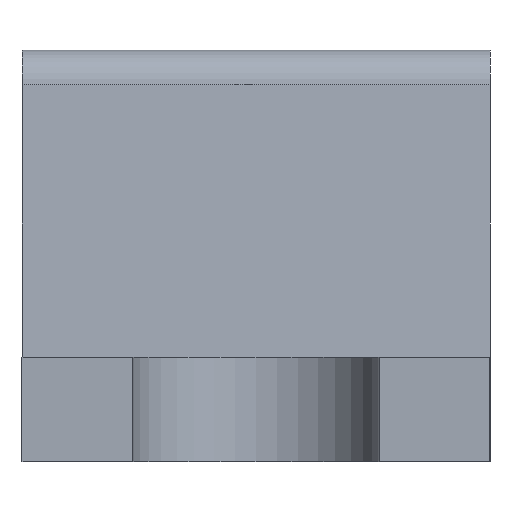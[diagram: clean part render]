
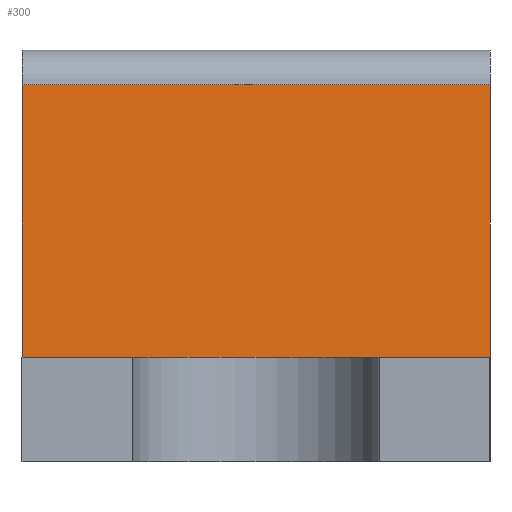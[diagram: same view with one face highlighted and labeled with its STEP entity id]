
A CAD part, left-side view. The second image highlights one B-rep face of the part: STEP entity #300.
In plain terms, the highlighted planar face has unit normal (-0.998, 0, 0.07).
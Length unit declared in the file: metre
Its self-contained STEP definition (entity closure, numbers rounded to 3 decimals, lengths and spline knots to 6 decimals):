
#36=ORIENTED_EDGE('',*,*,#119,.F.);
#37=ORIENTED_EDGE('',*,*,#120,.T.);
#38=ORIENTED_EDGE('',*,*,#117,.T.);
#39=ORIENTED_EDGE('',*,*,#121,.T.);
#117=EDGE_CURVE('',#159,#158,#186,.F.);
#119=EDGE_CURVE('',#160,#161,#187,.F.);
#120=EDGE_CURVE('',#160,#159,#188,.F.);
#121=EDGE_CURVE('',#158,#161,#189,.F.);
#158=VERTEX_POINT('',#474);
#159=VERTEX_POINT('',#476);
#160=VERTEX_POINT('',#480);
#161=VERTEX_POINT('',#481);
#186=LINE('',#475,#220);
#187=LINE('',#479,#221);
#188=LINE('',#482,#222);
#189=LINE('',#483,#223);
#220=VECTOR('',#382,1.);
#221=VECTOR('',#387,1.);
#222=VECTOR('',#388,1.);
#223=VECTOR('',#389,1.);
#250=EDGE_LOOP('',(#36,#37,#38,#39));
#268=FACE_BOUND('',#250,.T.);
#286=PLANE('',#345);
#300=ADVANCED_FACE('',(#268),#286,.T.);
#345=AXIS2_PLACEMENT_3D('',#478,#385,#386);
#382=DIRECTION('',(0.07,0.,0.998));
#385=DIRECTION('',(-0.998,0.,0.07));
#386=DIRECTION('',(0.07,0.,0.998));
#387=DIRECTION('',(0.07,0.,0.998));
#388=DIRECTION('',(0.,-1.,0.));
#389=DIRECTION('',(0.,1.,0.));
#474=CARTESIAN_POINT('',(-0.0007,0.000625,0.00028));
#475=CARTESIAN_POINT('',(-0.00064,0.000625,0.001145));
#476=CARTESIAN_POINT('',(-0.000649,0.000625,0.001007));
#478=CARTESIAN_POINT('',(-0.0007,0.,0.00028));
#479=CARTESIAN_POINT('',(-0.0007,-0.000625,0.00028));
#480=CARTESIAN_POINT('',(-0.000649,-0.000625,0.001007));
#481=CARTESIAN_POINT('',(-0.0007,-0.000625,0.00028));
#482=CARTESIAN_POINT('',(-0.000649,0.000625,0.001007));
#483=CARTESIAN_POINT('',(-0.0007,0.,0.00028));
